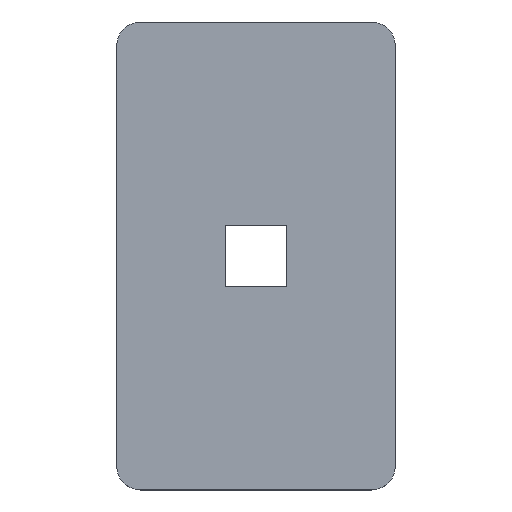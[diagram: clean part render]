
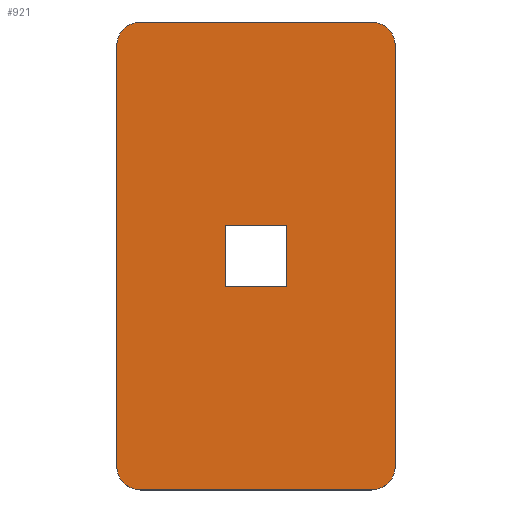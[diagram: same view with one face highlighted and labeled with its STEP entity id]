
A CAD part, top view. The second image highlights one B-rep face of the part: STEP entity #921.
In plain terms, the highlighted planar face has unit normal (0, 0, 1).
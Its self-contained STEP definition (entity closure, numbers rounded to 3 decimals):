
#15=FACE_BOUND('',#111,.T.);
#18=PLANE('',#985);
#62=FACE_OUTER_BOUND('',#110,.T.);
#110=EDGE_LOOP('',(#649,#650,#651,#652,#653,#654,#655,#656));
#111=EDGE_LOOP('',(#657,#658,#659,#660));
#162=LINE('',#1295,#287);
#163=LINE('',#1299,#288);
#164=LINE('',#1303,#289);
#165=LINE('',#1306,#290);
#166=LINE('',#1309,#291);
#167=LINE('',#1311,#292);
#168=LINE('',#1313,#293);
#169=LINE('',#1314,#294);
#287=VECTOR('',#1052,10.);
#288=VECTOR('',#1055,10.);
#289=VECTOR('',#1058,10.);
#290=VECTOR('',#1061,10.);
#291=VECTOR('',#1062,10.);
#292=VECTOR('',#1063,10.);
#293=VECTOR('',#1064,10.);
#294=VECTOR('',#1065,10.);
#410=CIRCLE('',#983,2.);
#412=CIRCLE('',#986,2.);
#413=CIRCLE('',#987,2.);
#414=CIRCLE('',#988,2.);
#420=VERTEX_POINT('',#1285);
#421=VERTEX_POINT('',#1286);
#424=VERTEX_POINT('',#1294);
#425=VERTEX_POINT('',#1296);
#426=VERTEX_POINT('',#1298);
#427=VERTEX_POINT('',#1300);
#428=VERTEX_POINT('',#1302);
#429=VERTEX_POINT('',#1304);
#430=VERTEX_POINT('',#1307);
#431=VERTEX_POINT('',#1308);
#432=VERTEX_POINT('',#1310);
#433=VERTEX_POINT('',#1312);
#510=EDGE_CURVE('',#420,#421,#410,.T.);
#514=EDGE_CURVE('',#420,#424,#162,.T.);
#515=EDGE_CURVE('',#425,#424,#412,.T.);
#516=EDGE_CURVE('',#426,#425,#163,.T.);
#517=EDGE_CURVE('',#427,#426,#413,.T.);
#518=EDGE_CURVE('',#427,#428,#164,.T.);
#519=EDGE_CURVE('',#429,#428,#414,.T.);
#520=EDGE_CURVE('',#421,#429,#165,.T.);
#521=EDGE_CURVE('',#430,#431,#166,.T.);
#522=EDGE_CURVE('',#431,#432,#167,.T.);
#523=EDGE_CURVE('',#432,#433,#168,.T.);
#524=EDGE_CURVE('',#433,#430,#169,.T.);
#649=ORIENTED_EDGE('',*,*,#510,.F.);
#650=ORIENTED_EDGE('',*,*,#514,.T.);
#651=ORIENTED_EDGE('',*,*,#515,.F.);
#652=ORIENTED_EDGE('',*,*,#516,.F.);
#653=ORIENTED_EDGE('',*,*,#517,.F.);
#654=ORIENTED_EDGE('',*,*,#518,.T.);
#655=ORIENTED_EDGE('',*,*,#519,.F.);
#656=ORIENTED_EDGE('',*,*,#520,.F.);
#657=ORIENTED_EDGE('',*,*,#521,.T.);
#658=ORIENTED_EDGE('',*,*,#522,.T.);
#659=ORIENTED_EDGE('',*,*,#523,.T.);
#660=ORIENTED_EDGE('',*,*,#524,.T.);
#921=ADVANCED_FACE('',(#62,#15),#18,.T.);
#983=AXIS2_PLACEMENT_3D('',#1287,#1044,#1045);
#985=AXIS2_PLACEMENT_3D('',#1293,#1050,#1051);
#986=AXIS2_PLACEMENT_3D('',#1297,#1053,#1054);
#987=AXIS2_PLACEMENT_3D('',#1301,#1056,#1057);
#988=AXIS2_PLACEMENT_3D('',#1305,#1059,#1060);
#1044=DIRECTION('center_axis',(0.,0.,-1.));
#1045=DIRECTION('ref_axis',(-0.707,-0.707,0.));
#1050=DIRECTION('center_axis',(0.,0.,1.));
#1051=DIRECTION('ref_axis',(1.,0.,0.));
#1052=DIRECTION('',(1.,0.,0.));
#1053=DIRECTION('center_axis',(0.,0.,-1.));
#1054=DIRECTION('ref_axis',(0.707,-0.707,0.));
#1055=DIRECTION('',(0.,-1.,0.));
#1056=DIRECTION('center_axis',(0.,0.,-1.));
#1057=DIRECTION('ref_axis',(0.707,0.707,0.));
#1058=DIRECTION('',(-1.,0.,0.));
#1059=DIRECTION('center_axis',(0.,0.,-1.));
#1060=DIRECTION('ref_axis',(-0.707,0.707,0.));
#1061=DIRECTION('',(0.,1.,0.));
#1062=DIRECTION('',(-1.,0.,0.));
#1063=DIRECTION('',(0.,1.,0.));
#1064=DIRECTION('',(1.,0.,0.));
#1065=DIRECTION('',(0.,-1.,0.));
#1285=CARTESIAN_POINT('',(0.,-10.,3.));
#1286=CARTESIAN_POINT('',(-2.,-8.,3.));
#1287=CARTESIAN_POINT('Origin',(0.,-8.,3.));
#1293=CARTESIAN_POINT('Origin',(9.75,9.75,3.));
#1294=CARTESIAN_POINT('',(19.5,-10.,3.));
#1295=CARTESIAN_POINT('',(19.5,-10.,3.));
#1296=CARTESIAN_POINT('',(21.5,-8.,3.));
#1297=CARTESIAN_POINT('Origin',(19.5,-8.,3.));
#1298=CARTESIAN_POINT('',(21.5,27.5,3.));
#1299=CARTESIAN_POINT('',(21.5,0.,3.));
#1300=CARTESIAN_POINT('',(19.5,29.5,3.));
#1301=CARTESIAN_POINT('Origin',(19.5,27.5,3.));
#1302=CARTESIAN_POINT('',(0.,29.5,3.));
#1303=CARTESIAN_POINT('',(0.,29.5,3.));
#1304=CARTESIAN_POINT('',(-2.,27.5,3.));
#1305=CARTESIAN_POINT('Origin',(0.,27.5,3.));
#1306=CARTESIAN_POINT('',(-2.,19.5,3.));
#1307=CARTESIAN_POINT('',(12.35,7.15,3.));
#1308=CARTESIAN_POINT('',(7.15,7.15,3.));
#1309=CARTESIAN_POINT('',(12.35,7.15,3.));
#1310=CARTESIAN_POINT('',(7.15,12.35,3.));
#1311=CARTESIAN_POINT('',(7.15,7.15,3.));
#1312=CARTESIAN_POINT('',(12.35,12.35,3.));
#1313=CARTESIAN_POINT('',(7.15,12.35,3.));
#1314=CARTESIAN_POINT('',(12.35,12.35,3.));
